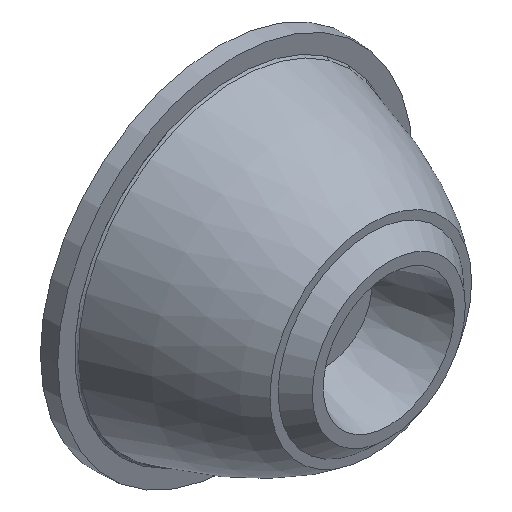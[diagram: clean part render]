
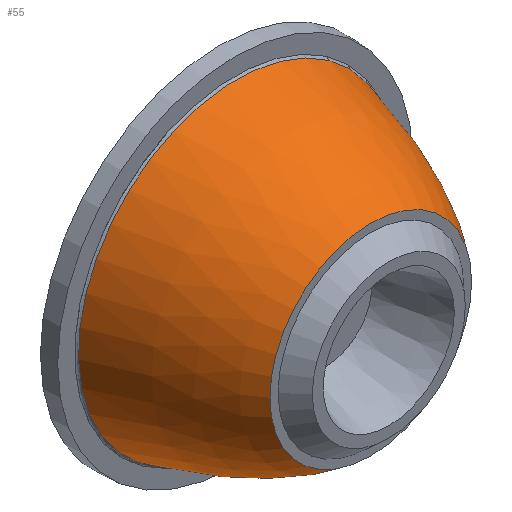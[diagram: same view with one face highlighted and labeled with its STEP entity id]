
A CAD part, isometric view. The second image highlights one B-rep face of the part: STEP entity #55.
In plain terms, the highlighted face is a revolution surface.
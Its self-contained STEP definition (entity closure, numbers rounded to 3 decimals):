
#55=ADVANCED_FACE('',(#104,#105),#106,.F.);
#104=FACE_OUTER_BOUND('',#161,.T.);
#105=FACE_OUTER_BOUND('',#162,.T.);
#106=SURFACE_OF_REVOLUTION('',#163,#164);
#161=EDGE_LOOP('',(#216,#217));
#162=EDGE_LOOP('',(#218));
#163=B_SPLINE_CURVE_WITH_KNOTS('',3,(#219,#220,#221,#222,#223,#224,#225,#226,#227,#228,#229,#230,#231,#232,#233,#234,#235,#236,#237,#238,#239),.UNSPECIFIED.,.F.,.F.,(4,1,1,1,1,1,1,1,1,1,1,1,1,1,1,1,1,1,4),(-0.016,-0.016,-0.015,-0.014,-0.013,-0.012,-0.011,-0.01,-0.009,-0.008,-0.007,-0.006,-0.005,-0.004,-0.003,-0.002,-0.002,-0.001,0.0),.UNSPECIFIED.);
#164=AXIS1_PLACEMENT('',#240,#241);
#216=ORIENTED_EDGE('',*,*,#338,.T.);
#217=ORIENTED_EDGE('',*,*,#339,.T.);
#218=ORIENTED_EDGE('',*,*,#340,.F.);
#219=CARTESIAN_POINT('',(-14.521,14.06,0.0));
#220=CARTESIAN_POINT('',(-14.516,14.04,0.0));
#221=CARTESIAN_POINT('',(-14.43,13.699,0.0));
#222=CARTESIAN_POINT('',(-14.262,13.039,0.0));
#223=CARTESIAN_POINT('',(-14.006,12.081,0.0));
#224=CARTESIAN_POINT('',(-13.727,11.129,0.0));
#225=CARTESIAN_POINT('',(-13.425,10.182,0.0));
#226=CARTESIAN_POINT('',(-13.106,9.239,0.0));
#227=CARTESIAN_POINT('',(-12.754,8.313,0.0));
#228=CARTESIAN_POINT('',(-12.392,7.4,0.0));
#229=CARTESIAN_POINT('',(-12.016,6.508,0.0));
#230=CARTESIAN_POINT('',(-11.622,5.64,0.0));
#231=CARTESIAN_POINT('',(-11.205,4.802,0.0));
#232=CARTESIAN_POINT('',(-10.775,3.989,0.0));
#233=CARTESIAN_POINT('',(-10.314,3.218,0.0));
#234=CARTESIAN_POINT('',(-9.84,2.483,0.0));
#235=CARTESIAN_POINT('',(-9.346,1.796,0.0));
#236=CARTESIAN_POINT('',(-8.84,1.156,0.0));
#237=CARTESIAN_POINT('',(-8.312,0.557,0.0));
#238=CARTESIAN_POINT('',(-7.94,0.186,0.0));
#239=CARTESIAN_POINT('',(-7.753,0.0,0.0));
#240=CARTESIAN_POINT('',(0.0,0.0,0.0));
#241=DIRECTION('',(-0.0,1.0,-0.0));
#338=EDGE_CURVE('',#368,#369,#370,.T.);
#339=EDGE_CURVE('',#369,#368,#371,.T.);
#340=EDGE_CURVE('',#372,#372,#373,.T.);
#368=VERTEX_POINT('',#410);
#369=VERTEX_POINT('',#411);
#370=CIRCLE('',#412,14.483);
#371=CIRCLE('',#413,14.483);
#372=VERTEX_POINT('',#414);
#373=CIRCLE('',#415,9.225);
#410=CARTESIAN_POINT('',(14.419,13.909,1.362));
#411=CARTESIAN_POINT('',(14.419,13.909,-1.362));
#412=AXIS2_PLACEMENT_3D('',#451,#452,#453);
#413=AXIS2_PLACEMENT_3D('',#454,#455,#456);
#414=CARTESIAN_POINT('',(0.0,1.648,-9.225));
#415=AXIS2_PLACEMENT_3D('',#457,#458,#459);
#451=CARTESIAN_POINT('',(0.0,13.909,0.0));
#452=DIRECTION('',(0.0,-1.0,0.0));
#453=DIRECTION('',(0.0,0.0,-1.0));
#454=CARTESIAN_POINT('',(0.0,13.909,0.0));
#455=DIRECTION('',(0.0,-1.0,0.0));
#456=DIRECTION('',(0.0,0.0,-1.0));
#457=CARTESIAN_POINT('',(0.0,1.648,0.0));
#458=DIRECTION('',(0.0,-1.0,0.0));
#459=DIRECTION('',(0.0,0.0,-1.0));
